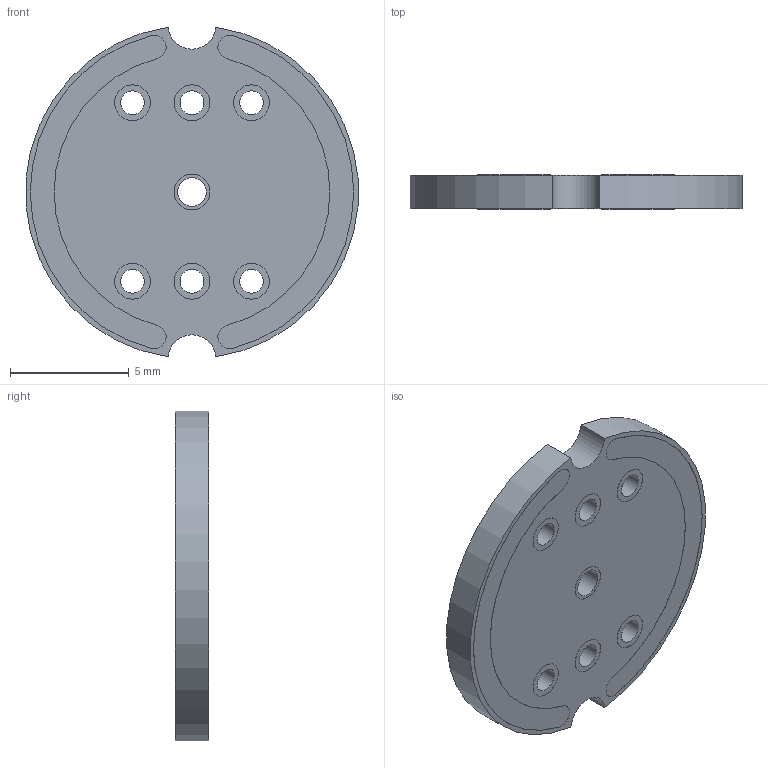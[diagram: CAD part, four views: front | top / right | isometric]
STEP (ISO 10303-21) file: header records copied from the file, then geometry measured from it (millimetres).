
FILE_DESCRIPTION(/* description */ (''),/* implementation_level */ '2;1');
FILE_NAME(/* name */ 'INMP441 MEMS I2S MICROPHONE PCB.stp',/* time_stamp */ '2023-06-12T12:21:23-06:00',/* author */ ('mbunds'),/* organization */ (''),/* preprocessor_version */ 'ST-DEVELOPER v16.1',/* originating_system */ 'Autodesk Inventor 2016',/* authorisation */ '');
FILE_SCHEMA (('AUTOMOTIVE_DESIGN { 1 0 10303 214 3 1 1 }'));
Length unit declared in the file: millimetre
Products named in the file (1): INMP441 MEMS I2S MICROPHONE PCB
Bounding box: 13.95 x 1.41 x 13.86 mm (x, y, z)
Volume: 203.5 mm3; surface area: 551 mm2
Topology: 18 solids, 18 shells, 89 faces, 159 edges, 106 vertices
Faces by surface type: cylinder 53, plane 36
Full cylindrical faces by diameter (mm): 1 x18, 1.2 x2, 1.5 x13
Entity records: 2244 total; most frequent: DIRECTION 412, CARTESIAN_POINT 322, ORIENTED_EDGE 252, AXIS2_PLACEMENT_3D 196, EDGE_LOOP 162, EDGE_CURVE 126, STYLED_ITEM 107, CIRCLE 106
